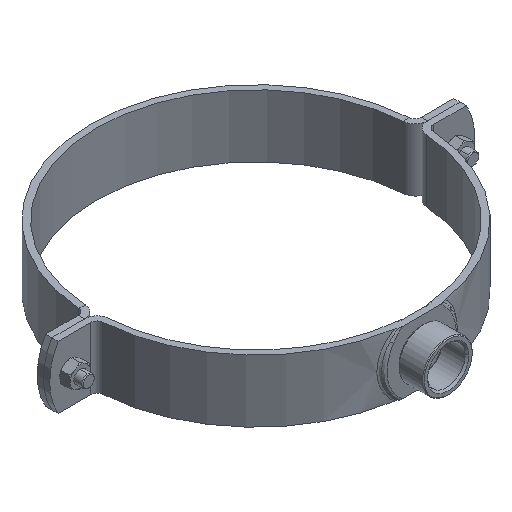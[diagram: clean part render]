
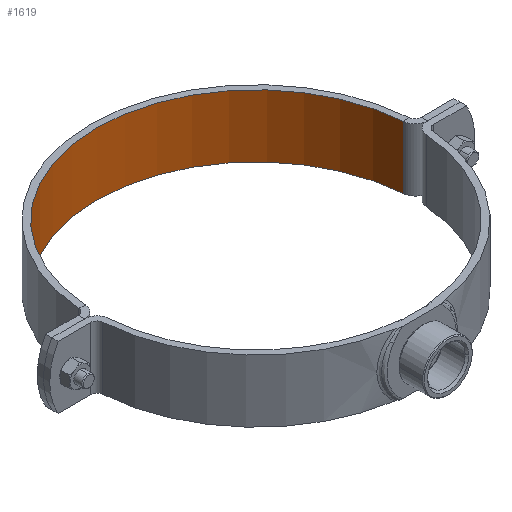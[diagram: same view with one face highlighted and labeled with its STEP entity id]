
A CAD part, isometric view. The second image highlights one B-rep face of the part: STEP entity #1619.
In plain terms, the highlighted cylindrical face has radius 102 mm (diameter 204 mm), a partial arc.
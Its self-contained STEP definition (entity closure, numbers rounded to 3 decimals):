
#45 = EDGE_CURVE ( 'NONE', #5987, #4369, #1249, .T. ) ;
#288 = LINE ( 'NONE', #2102, #1951 ) ;
#337 = EDGE_CURVE ( 'NONE', #4369, #4192, #288, .T. ) ;
#391 = ORIENTED_EDGE ( 'NONE', *, *, #45, .T. ) ;
#744 = CARTESIAN_POINT ( 'NONE',  ( 101.73, -7.418, -20. ) ) ;
#1080 = DIRECTION ( 'NONE',  ( 0., 0., 1. ) ) ;
#1249 = CIRCLE ( 'NONE', #1254, 102. ) ;
#1254 = AXIS2_PLACEMENT_3D ( 'NONE', #5708, #1410, #3348 ) ;
#1294 = DIRECTION ( 'NONE',  ( 0., 0., -1. ) ) ;
#1410 = DIRECTION ( 'NONE',  ( 0., 0., 1. ) ) ;
#1577 = CARTESIAN_POINT ( 'NONE',  ( -101.73, -7.418, 20. ) ) ;
#1619 = ADVANCED_FACE ( 'NONE', ( #1767 ), #3701, .F. ) ;
#1726 = CARTESIAN_POINT ( 'NONE',  ( -101.73, -7.418, 20. ) ) ;
#1767 = FACE_OUTER_BOUND ( 'NONE', #5131, .T. ) ;
#1951 = VECTOR ( 'NONE', #4033, 1000. ) ;
#1997 = VERTEX_POINT ( 'NONE', #3248 ) ;
#2102 = CARTESIAN_POINT ( 'NONE',  ( 101.73, -7.418, 20. ) ) ;
#2340 = AXIS2_PLACEMENT_3D ( 'NONE', #5599, #1294, #3233 ) ;
#2991 = DIRECTION ( 'NONE',  ( 1., 0., 0. ) ) ;
#3233 = DIRECTION ( 'NONE',  ( -1., 0., 0. ) ) ;
#3248 = CARTESIAN_POINT ( 'NONE',  ( -101.73, -7.418, -20. ) ) ;
#3348 = DIRECTION ( 'NONE',  ( 1., 0., 0. ) ) ;
#3492 = CARTESIAN_POINT ( 'NONE',  ( 101.73, -7.418, 20. ) ) ;
#3505 = ORIENTED_EDGE ( 'NONE', *, *, #4005, .F. ) ;
#3509 = DIRECTION ( 'NONE',  ( 0., 0., -1. ) ) ;
#3701 = CYLINDRICAL_SURFACE ( 'NONE', #2340, 102. ) ;
#3942 = CARTESIAN_POINT ( 'NONE',  ( 0., 0., -20. ) ) ;
#4005 = EDGE_CURVE ( 'NONE', #5987, #1997, #5848, .T. ) ;
#4033 = DIRECTION ( 'NONE',  ( 0., 0., -1. ) ) ;
#4063 = ORIENTED_EDGE ( 'NONE', *, *, #4104, .F. ) ;
#4104 = EDGE_CURVE ( 'NONE', #1997, #4192, #4395, .T. ) ;
#4192 = VERTEX_POINT ( 'NONE', #744 ) ;
#4298 = VECTOR ( 'NONE', #3509, 1000. ) ;
#4369 = VERTEX_POINT ( 'NONE', #3492 ) ;
#4395 = CIRCLE ( 'NONE', #4399, 102. ) ;
#4399 = AXIS2_PLACEMENT_3D ( 'NONE', #3942, #1080, #2991 ) ;
#5131 = EDGE_LOOP ( 'NONE', ( #4063, #3505, #391, #5758 ) ) ;
#5599 = CARTESIAN_POINT ( 'NONE',  ( 0., 0., 20. ) ) ;
#5708 = CARTESIAN_POINT ( 'NONE',  ( 0., 0., 20. ) ) ;
#5758 = ORIENTED_EDGE ( 'NONE', *, *, #337, .T. ) ;
#5848 = LINE ( 'NONE', #1577, #4298 ) ;
#5987 = VERTEX_POINT ( 'NONE', #1726 ) ;
